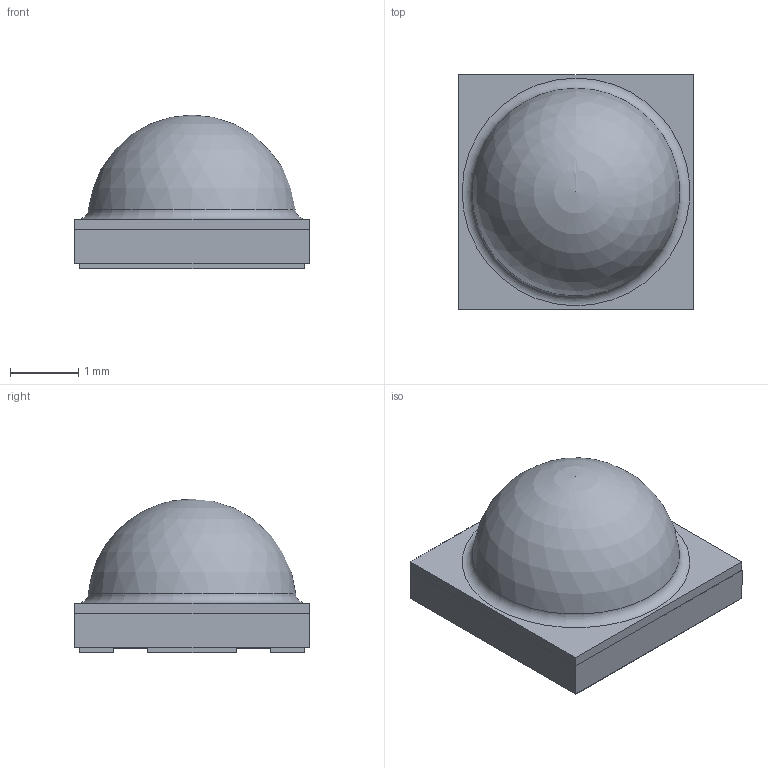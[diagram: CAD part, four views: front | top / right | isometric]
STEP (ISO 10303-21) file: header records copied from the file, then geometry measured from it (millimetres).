
FILE_DESCRIPTION(/* description */ (''),/* implementation_level */ '2;1');
FILE_NAME(/* name */ 'LED-XP-E2.stp',/* time_stamp */ '2020-03-22T13:49:21+01:00',/* author */ ('Kapica'),/* organization */ (''),/* preprocessor_version */ 'ST-DEVELOPER v18',/* originating_system */ 'Autodesk Inventor 2020',/* authorisation */ '');
FILE_SCHEMA (('AUTOMOTIVE_DESIGN { 1 0 10303 214 3 1 1 }'));
Length unit declared in the file: millimetre
Products named in the file (7): LED-XP-E2; 2500-00565C_ASM; 2500-00565C; 2500-00565C-BT; 2500-00565C-SBN; 2500-00565C-SB; 2610-00066-DOME
Assembly tree (6 placements, depth 3):
  LED-XP-E2
    2500-00565C_ASM
      2500-00565C
      2500-00565C-BT
      2500-00565C-SBN
      2500-00565C-SB
    2610-00066-DOME
Bounding box: 3.45 x 3.45 x 2.26 mm (x, y, z)
Volume: 16 mm3; surface area: 87.6 mm2
Topology: 7 solids, 7 shells, 54 faces, 123 edges, 83 vertices
Faces by surface type: plane 48, cone 2, cylinder 2, torus 1, sphere 1
Full cylindrical faces by diameter (mm): 0.063 x2
Entity records: 1871 total; most frequent: DIRECTION 272, CARTESIAN_POINT 272, ORIENTED_EDGE 244, EDGE_CURVE 122, LINE 106, VECTOR 106, VERTEX_POINT 83, AXIS2_PLACEMENT_3D 83
